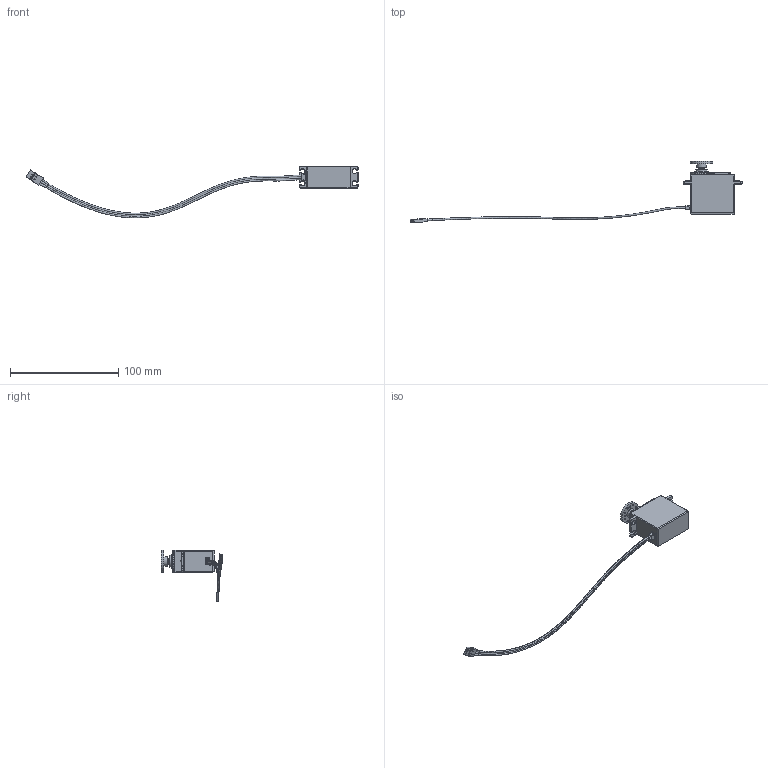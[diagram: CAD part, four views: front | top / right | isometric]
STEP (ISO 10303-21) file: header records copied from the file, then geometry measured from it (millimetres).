
FILE_DESCRIPTION(/* description */ (''),/* implementation_level */ '2;1');
FILE_NAME(/* name */ 'Servo30kg_v5.step',/* time_stamp */ '2024-05-03T15:53:32+02:00',/* author */ (''),/* organization */ (''),/* preprocessor_version */ 'ST-DEVELOPER v20',/* originating_system */ 'Autodesk Translation Framework v12.20.1.177',/* authorisation */ '');
FILE_SCHEMA (('AUTOMOTIVE_DESIGN { 1 0 10303 214 3 1 1 }'));
Length unit declared in the file: millimetre
Products named in the file (6): Servo30kg; Golden part; Wires; Connector; Metal bits; RoundHorn
Assembly tree (5 placements, depth 3):
  Servo30kg
    Golden part
    Wires
    Connector
      Metal bits
    RoundHorn
Bounding box: 306.99 x 56.47 x 47.97 mm (x, y, z)
Volume: 33891.1 mm3; surface area: 12410 mm2
Topology: 8 solids, 8 shells, 728 faces, 1846 edges, 1101 vertices
Faces by surface type: plane 287, cylinder 278, bspline 97, torus 47, sphere 15, cone 4
Full cylindrical faces by diameter (mm): 1.5 x12, 3 x1, 3.118 x1, 3.171 x1, 5.33 x1, 5.9 x1, 8.75 x1, 10.71 x1, 13.1 x1, 20.75 x1
Entity records: 24343 total; most frequent: CARTESIAN_POINT 7271, ORIENTED_EDGE 3608, DIRECTION 3538, EDGE_CURVE 1804, AXIS2_PLACEMENT_3D 1347, VERTEX_POINT 1101, LINE 844, VECTOR 844
